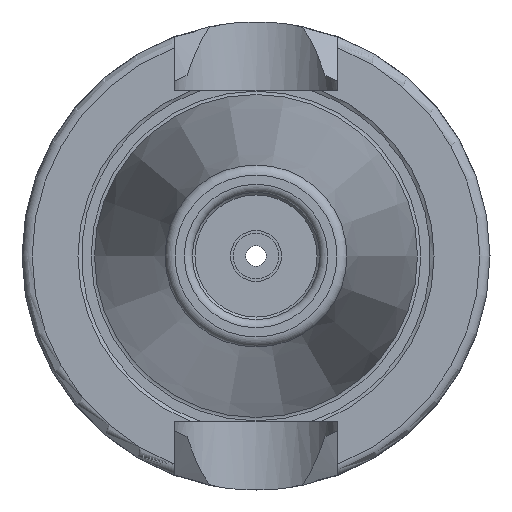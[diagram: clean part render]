
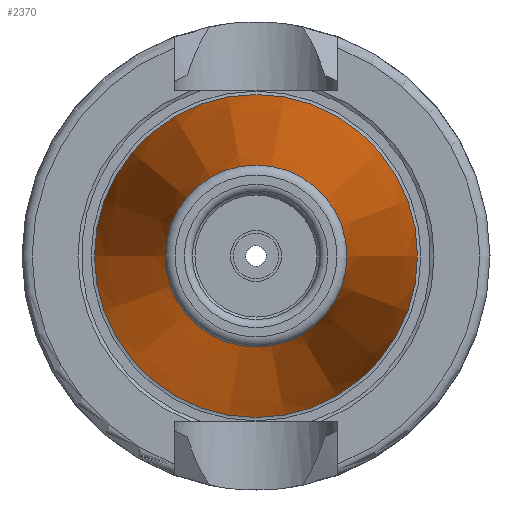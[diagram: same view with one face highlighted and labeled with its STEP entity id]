
A CAD part, left-side view. The second image highlights one B-rep face of the part: STEP entity #2370.
In plain terms, the highlighted conical face has half-angle 8.297 degrees and reference radius 12.408 mm.
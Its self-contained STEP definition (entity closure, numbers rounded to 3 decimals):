
#2336=CARTESIAN_POINT('',(-47.544,8.941,0.0));
#2337=VERTEX_POINT('',#2336);
#2338=CARTESIAN_POINT('',(-47.544,0.0,0.0));
#2339=DIRECTION('',(1.0,0.0,0.0));
#2340=DIRECTION('',(0.0,1.0,0.0));
#2341=AXIS2_PLACEMENT_3D('',#2338,#2339,#2340);
#2342=CIRCLE('',#2341,8.941);
#2343=EDGE_CURVE('',#2337,#2337,#2342,.T.);
#2351=CARTESIAN_POINT('',(-23.772,0.0,0.0));
#2352=DIRECTION('',(1.0,0.0,0.0));
#2353=DIRECTION('',(0.0,1.0,0.0));
#2354=AXIS2_PLACEMENT_3D('',#2351,#2352,#2353);
#2355=CONICAL_SURFACE('',#2354,12.408,8.297);
#2356=CARTESIAN_POINT('',(0.0,15.875,0.0));
#2357=VERTEX_POINT('',#2356);
#2358=CARTESIAN_POINT('',(0.0,0.0,0.0));
#2359=DIRECTION('',(1.0,0.0,0.0));
#2360=DIRECTION('',(0.0,1.0,0.0));
#2361=AXIS2_PLACEMENT_3D('',#2358,#2359,#2360);
#2362=CIRCLE('',#2361,15.875);
#2363=EDGE_CURVE('',#2357,#2357,#2362,.T.);
#2364=ORIENTED_EDGE('',*,*,#2363,.F.);
#2365=EDGE_LOOP('',(#2364));
#2366=FACE_OUTER_BOUND('',#2365,.T.);
#2367=ORIENTED_EDGE('',*,*,#2343,.T.);
#2368=EDGE_LOOP('',(#2367));
#2369=FACE_BOUND('',#2368,.T.);
#2370=ADVANCED_FACE('',(#2366,#2369),#2355,.T.);
